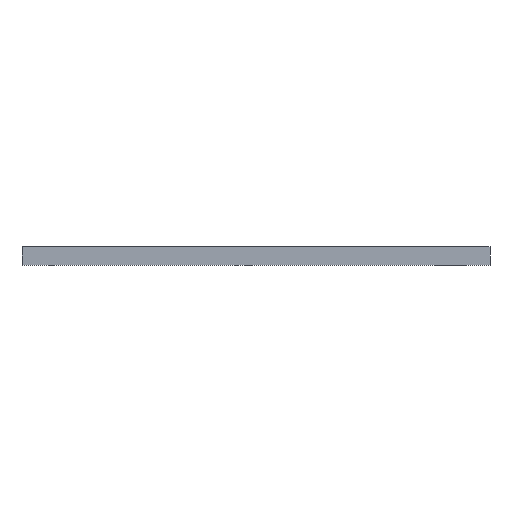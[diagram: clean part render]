
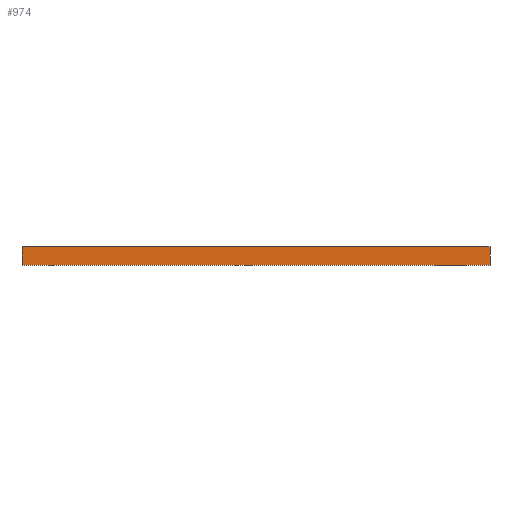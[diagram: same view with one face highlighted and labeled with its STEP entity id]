
A CAD part, front view. The second image highlights one B-rep face of the part: STEP entity #974.
In plain terms, the highlighted planar face has unit normal (0, -1, 0).
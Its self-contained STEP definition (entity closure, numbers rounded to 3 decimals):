
#974=ADVANCED_FACE('',(#3761),#2391,.T.);
#2391=PLANE('',#29725);
#3761=FACE_OUTER_BOUND('',#5173,.T.);
#5173=EDGE_LOOP('',(#9799,#9800,#9801,#9802));
#9799=ORIENTED_EDGE('',*,*,#18921,.F.);
#9800=ORIENTED_EDGE('',*,*,#18922,.F.);
#9801=ORIENTED_EDGE('',*,*,#18848,.T.);
#9802=ORIENTED_EDGE('',*,*,#18923,.T.);
#15519=VERTEX_POINT('',#41300);
#15521=VERTEX_POINT('',#41303);
#15587=VERTEX_POINT('',#41449);
#15588=VERTEX_POINT('',#41450);
#18848=EDGE_CURVE('',#15521,#15519,#22910,.T.);
#18921=EDGE_CURVE('',#15587,#15588,#22963,.T.);
#18922=EDGE_CURVE('',#15521,#15587,#22964,.T.);
#18923=EDGE_CURVE('',#15519,#15588,#22965,.T.);
#22910=LINE('',#41302,#26870);
#22963=LINE('',#41448,#26923);
#22964=LINE('',#41451,#26924);
#22965=LINE('',#41452,#26925);
#26870=VECTOR('',#33667,1.);
#26923=VECTOR('',#33774,1.);
#26924=VECTOR('',#33775,1.);
#26925=VECTOR('',#33776,1.);
#29725=AXIS2_PLACEMENT_3D('',#41453,#33777,#33778);
#33667=DIRECTION('',(-1.,0.,0.));
#33774=DIRECTION('',(-1.,0.,0.));
#33775=DIRECTION('',(0.,0.,-1.));
#33776=DIRECTION('',(0.,0.,-1.));
#33777=DIRECTION('',(0.,-1.,0.));
#33778=DIRECTION('',(0.,0.,-1.));
#41300=CARTESIAN_POINT('',(-337.144,-218.916,-6.));
#41302=CARTESIAN_POINT('',(150.689,-218.916,-6.));
#41303=CARTESIAN_POINT('',(150.689,-218.916,-6.));
#41448=CARTESIAN_POINT('',(150.689,-218.916,-25.));
#41449=CARTESIAN_POINT('',(150.689,-218.916,-25.));
#41450=CARTESIAN_POINT('',(-337.144,-218.916,-25.));
#41451=CARTESIAN_POINT('',(150.689,-218.916,-21.));
#41452=CARTESIAN_POINT('',(-337.144,-218.916,-21.));
#41453=CARTESIAN_POINT('',(150.689,-218.916,-21.));
